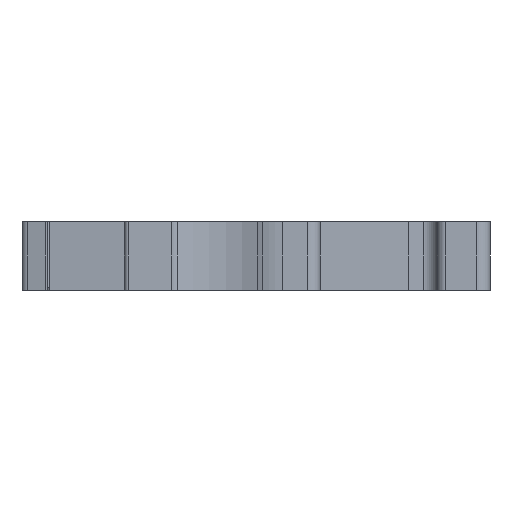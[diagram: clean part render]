
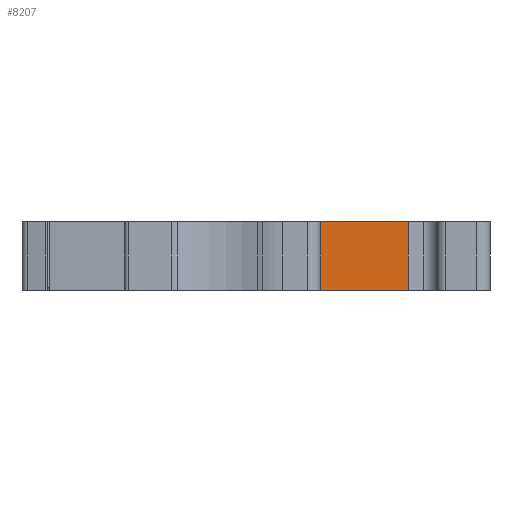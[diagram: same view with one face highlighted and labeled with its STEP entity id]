
A CAD part, left-side view. The second image highlights one B-rep face of the part: STEP entity #8207.
In plain terms, the highlighted planar face has unit normal (-0.999, -0.035, 0).
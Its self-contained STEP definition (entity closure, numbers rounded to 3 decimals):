
#248 = DIRECTION ( 'NONE',  ( 0., 0., -1. ) ) ;
#689 = LINE ( 'NONE', #9492, #2548 ) ;
#1421 = VERTEX_POINT ( 'NONE', #9022 ) ;
#2387 = VECTOR ( 'NONE', #12148, 1000. ) ;
#2548 = VECTOR ( 'NONE', #11748, 1000. ) ;
#3852 = LINE ( 'NONE', #8342, #10357 ) ;
#3867 = EDGE_CURVE ( 'NONE', #1421, #7760, #7724, .T. ) ;
#5454 = EDGE_CURVE ( 'NONE', #1421, #11064, #689, .T. ) ;
#5530 = CARTESIAN_POINT ( 'NONE',  ( -17.888, -23.35, 5.2 ) ) ;
#5787 = EDGE_LOOP ( 'NONE', ( #8894, #9693, #13629, #7379 ) ) ;
#6430 = CARTESIAN_POINT ( 'NONE',  ( -18.122, -16.65, 0. ) ) ;
#7379 = ORIENTED_EDGE ( 'NONE', *, *, #5454, .T. ) ;
#7724 = LINE ( 'NONE', #10089, #2387 ) ;
#7760 = VERTEX_POINT ( 'NONE', #5530 ) ;
#7977 = CARTESIAN_POINT ( 'NONE',  ( -18.122, -16.65, 5.2 ) ) ;
#8091 = VECTOR ( 'NONE', #9628, 1000. ) ;
#8207 = ADVANCED_FACE ( 'NONE', ( #9194 ), #13753, .F. ) ;
#8265 = DIRECTION ( 'NONE',  ( 0., 0., -1. ) ) ;
#8302 = CARTESIAN_POINT ( 'NONE',  ( -17.888, -23.35, 0. ) ) ;
#8342 = CARTESIAN_POINT ( 'NONE',  ( -17.888, -23.35, 5.2 ) ) ;
#8487 = LINE ( 'NONE', #6430, #8091 ) ;
#8894 = ORIENTED_EDGE ( 'NONE', *, *, #9859, .T. ) ;
#9022 = CARTESIAN_POINT ( 'NONE',  ( -18.122, -16.65, 5.2 ) ) ;
#9194 = FACE_OUTER_BOUND ( 'NONE', #5787, .T. ) ;
#9371 = VERTEX_POINT ( 'NONE', #8302 ) ;
#9492 = CARTESIAN_POINT ( 'NONE',  ( -18.122, -16.65, 5.2 ) ) ;
#9628 = DIRECTION ( 'NONE',  ( 0.035, -0.999, 0. ) ) ;
#9693 = ORIENTED_EDGE ( 'NONE', *, *, #13026, .F. ) ;
#9859 = EDGE_CURVE ( 'NONE', #11064, #9371, #8487, .T. ) ;
#10089 = CARTESIAN_POINT ( 'NONE',  ( -18.122, -16.65, 5.2 ) ) ;
#10357 = VECTOR ( 'NONE', #8265, 1000. ) ;
#11064 = VERTEX_POINT ( 'NONE', #11453 ) ;
#11283 = DIRECTION ( 'NONE',  ( 0.999, 0.035, 0. ) ) ;
#11391 = AXIS2_PLACEMENT_3D ( 'NONE', #7977, #11283, #248 ) ;
#11453 = CARTESIAN_POINT ( 'NONE',  ( -18.122, -16.65, 0. ) ) ;
#11748 = DIRECTION ( 'NONE',  ( 0., 0., -1. ) ) ;
#12148 = DIRECTION ( 'NONE',  ( 0.035, -0.999, 0. ) ) ;
#13026 = EDGE_CURVE ( 'NONE', #7760, #9371, #3852, .T. ) ;
#13629 = ORIENTED_EDGE ( 'NONE', *, *, #3867, .F. ) ;
#13753 = PLANE ( 'NONE',  #11391 ) ;
